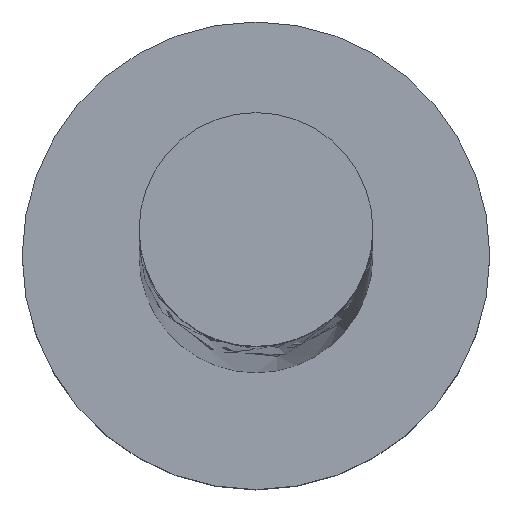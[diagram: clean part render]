
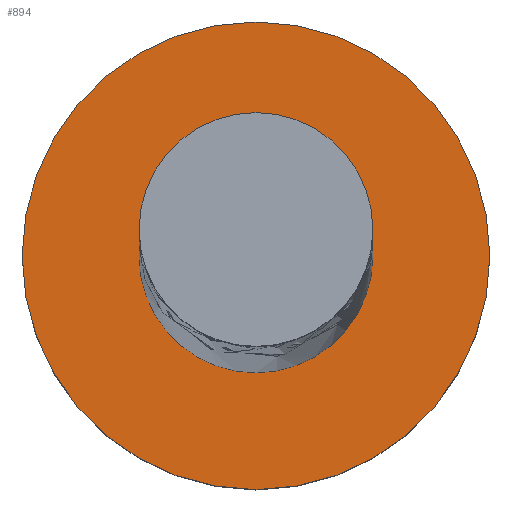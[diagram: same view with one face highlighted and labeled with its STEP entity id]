
A CAD part, top view. The second image highlights one B-rep face of the part: STEP entity #894.
In plain terms, the highlighted planar face has unit normal (0, 0, 1).
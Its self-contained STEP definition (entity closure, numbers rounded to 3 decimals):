
#6 = CIRCLE ( 'NONE', #35, 3. ) ;
#13 = CARTESIAN_POINT ( 'NONE',  ( 0., 0., 5. ) ) ;
#35 = AXIS2_PLACEMENT_3D ( 'NONE', #1719, #594, #988 ) ;
#61 = ORIENTED_EDGE ( 'NONE', *, *, #614, .T. ) ;
#113 = AXIS2_PLACEMENT_3D ( 'NONE', #668, #1282, #700 ) ;
#139 = AXIS2_PLACEMENT_3D ( 'NONE', #13, #900, #876 ) ;
#148 = VERTEX_POINT ( 'NONE', #356 ) ;
#151 = PLANE ( 'NONE',  #139 ) ;
#177 = DIRECTION ( 'NONE',  ( 0., 0., 1. ) ) ;
#265 = CIRCLE ( 'NONE', #1851, 3. ) ;
#279 = ORIENTED_EDGE ( 'NONE', *, *, #1131, .F. ) ;
#356 = CARTESIAN_POINT ( 'NONE',  ( -6., 0., 5. ) ) ;
#417 = CIRCLE ( 'NONE', #746, 6. ) ;
#437 = DIRECTION ( 'NONE',  ( 0., 0., 1. ) ) ;
#443 = CARTESIAN_POINT ( 'NONE',  ( -3., 0., 5. ) ) ;
#474 = EDGE_CURVE ( 'NONE', #1637, #1108, #6, .T. ) ;
#542 = VERTEX_POINT ( 'NONE', #889 ) ;
#594 = DIRECTION ( 'NONE',  ( 0., 0., 1. ) ) ;
#614 = EDGE_CURVE ( 'NONE', #542, #148, #417, .T. ) ;
#623 = EDGE_LOOP ( 'NONE', ( #998, #61 ) ) ;
#634 = DIRECTION ( 'NONE',  ( 1., 0., 0. ) ) ;
#668 = CARTESIAN_POINT ( 'NONE',  ( 0., 0., 5. ) ) ;
#700 = DIRECTION ( 'NONE',  ( 1., 0., 0. ) ) ;
#706 = CARTESIAN_POINT ( 'NONE',  ( 3., 0., 5. ) ) ;
#746 = AXIS2_PLACEMENT_3D ( 'NONE', #1038, #177, #634 ) ;
#876 = DIRECTION ( 'NONE',  ( 1., 0., 0. ) ) ;
#889 = CARTESIAN_POINT ( 'NONE',  ( 6., 0., 5. ) ) ;
#894 = ADVANCED_FACE ( 'NONE', ( #1174, #1457 ), #151, .T. ) ;
#900 = DIRECTION ( 'NONE',  ( 0., 0., 1. ) ) ;
#988 = DIRECTION ( 'NONE',  ( 1., 0., 0. ) ) ;
#998 = ORIENTED_EDGE ( 'NONE', *, *, #1551, .T. ) ;
#1038 = CARTESIAN_POINT ( 'NONE',  ( 0., 0., 5. ) ) ;
#1108 = VERTEX_POINT ( 'NONE', #443 ) ;
#1131 = EDGE_CURVE ( 'NONE', #1108, #1637, #265, .T. ) ;
#1174 = FACE_BOUND ( 'NONE', #1475, .T. ) ;
#1282 = DIRECTION ( 'NONE',  ( 0., 0., 1. ) ) ;
#1284 = ORIENTED_EDGE ( 'NONE', *, *, #474, .F. ) ;
#1457 = FACE_OUTER_BOUND ( 'NONE', #623, .T. ) ;
#1475 = EDGE_LOOP ( 'NONE', ( #279, #1284 ) ) ;
#1551 = EDGE_CURVE ( 'NONE', #148, #542, #1727, .T. ) ;
#1637 = VERTEX_POINT ( 'NONE', #706 ) ;
#1719 = CARTESIAN_POINT ( 'NONE',  ( 0., 0., 5. ) ) ;
#1727 = CIRCLE ( 'NONE', #113, 6. ) ;
#1747 = CARTESIAN_POINT ( 'NONE',  ( 0., 0., 5. ) ) ;
#1755 = DIRECTION ( 'NONE',  ( 1., 0., 0. ) ) ;
#1851 = AXIS2_PLACEMENT_3D ( 'NONE', #1747, #437, #1755 ) ;
